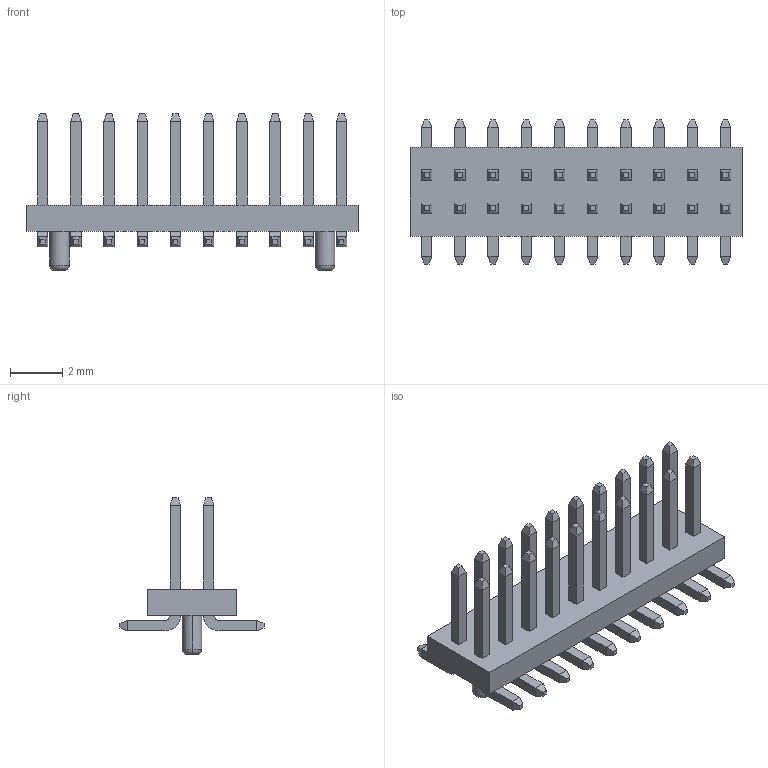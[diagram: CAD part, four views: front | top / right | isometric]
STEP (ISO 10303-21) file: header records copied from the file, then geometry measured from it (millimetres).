
FILE_DESCRIPTION(('STEP AP242'),'1');
FILE_NAME('1156862.stp','2024-05-17T14:48:39',('TraceParts'),('TraceParts S.A.'),'Spatial InterOp 3D',' ',' ');
FILE_SCHEMA(('AP242_MANAGED_MODEL_BASED_3D_ENGINEERING_MIM_LF {1 0 10303 442 1 1 4}'));
Length unit declared in the file: millimetre
Products named in the file (1): 1156862
Bounding box: 12.7 x 5.51 x 6 mm (x, y, z)
Volume: 62.4 mm3; surface area: 303.3 mm2
Topology: 1 solids, 1 shells, 416 faces, 956 edges, 584 vertices
Faces by surface type: plane 368, cylinder 44, torus 4
Entity records: 14732 total; most frequent: CARTESIAN_POINT 1957, ORIENTED_EDGE 1912, DIRECTION 1890, EDGE_CURVE 956, LINE 856, VECTOR 856, VERTEX_POINT 584, AXIS2_PLACEMENT_3D 517
